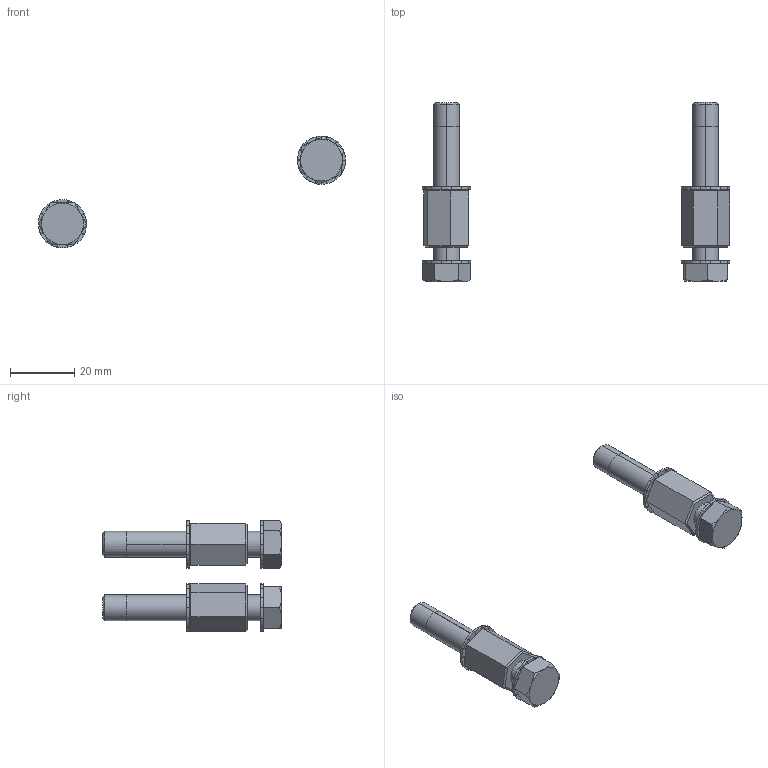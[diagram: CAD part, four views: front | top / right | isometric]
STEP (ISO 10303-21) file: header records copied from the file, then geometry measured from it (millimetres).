
FILE_DESCRIPTION(('STEP AP203'),'1');
FILE_NAME('abs-aps.stp','2024-09-16T07:35:40',('TraceParts'),('TraceParts S.A.'),'Spatial InterOp 3D',' ',' ');
FILE_SCHEMA(('CONFIG_CONTROL_DESIGN'));
Length unit declared in the file: millimetre
Products named in the file (1): 1
Bounding box: 95.61 x 55.68 x 34.81 mm (x, y, z)
Volume: 13159.3 mm3; surface area: 8498.8 mm2
Topology: 8 solids, 8 shells, 346 faces, 1044 edges, 604 vertices
Faces by surface type: plane 180, bspline 112, cylinder 28, cone 26
Entity records: 12816 total; most frequent: CARTESIAN_POINT 4738, ORIENTED_EDGE 1856, DIRECTION 1354, EDGE_CURVE 928, VERTEX_POINT 604, LINE 486, VECTOR 486, AXIS2_PLACEMENT_3D 434
